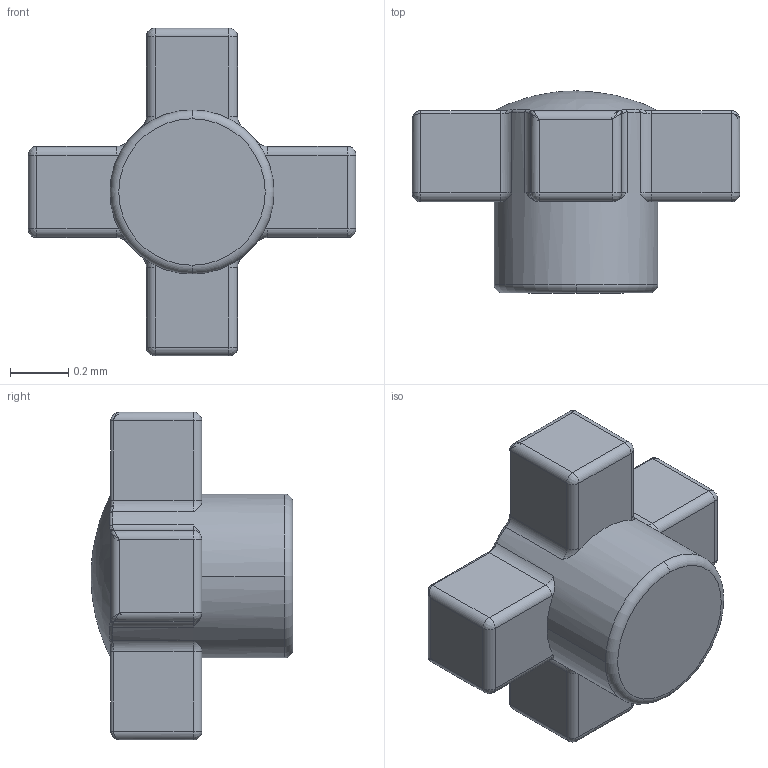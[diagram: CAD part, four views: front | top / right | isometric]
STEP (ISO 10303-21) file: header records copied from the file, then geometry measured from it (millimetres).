
FILE_DESCRIPTION(('produced by SPATIAL CORP'),'2;1');
FILE_NAME( 'HandKnob1.hh.sat.stp','2002-04-19T11:16:17+00:00',('SPATIAL CORP'),('SPATIAL CORP'), 'ACIS STEP Husk','http://www.spatial.com','SPATIAL CORP');
FILE_SCHEMA(('CONFIG_CONTROL_DESIGN'));
Length unit declared in the file: millimetre
Products named in the file (1): PRODUCT_ID_1
Bounding box: 1.12 x 0.69 x 1.12 mm (x, y, z)
Surface area: 3 mm2 (no closed solid volume)
Topology: 0 solids, 17 shells, 110 faces, 321 edges, 204 vertices
Faces by surface type: cylinder 42, bspline 25, torus 22, plane 21
Entity records: 4891 total; most frequent: CARTESIAN_POINT 2294, ORIENTED_EDGE 500, DIRECTION 460, EDGE_CURVE 310, VERTEX_POINT 202, AXIS2_PLACEMENT_3D 189, B_SPLINE_CURVE_WITH_KNOTS 112, CIRCLE 112
